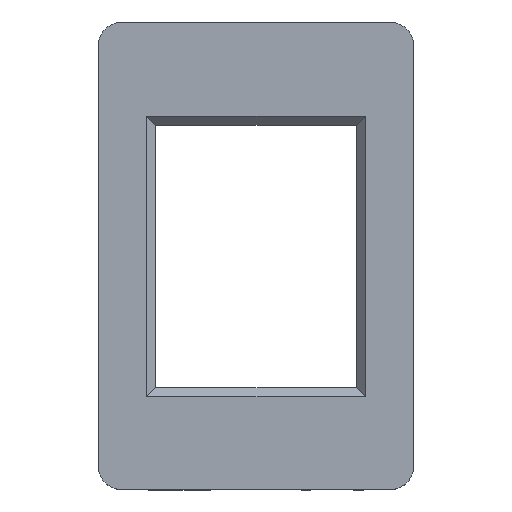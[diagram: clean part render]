
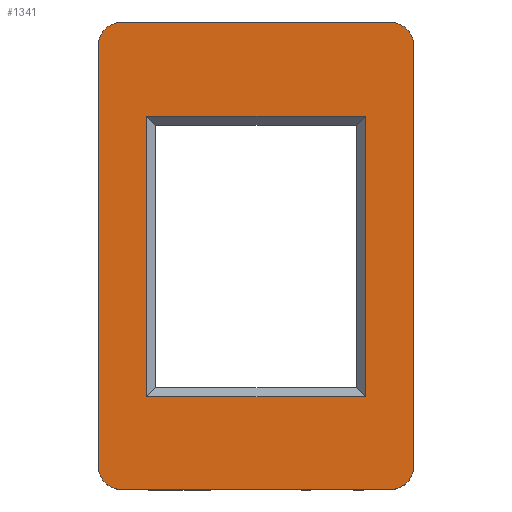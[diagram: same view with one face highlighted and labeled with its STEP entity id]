
A CAD part, top view. The second image highlights one B-rep face of the part: STEP entity #1341.
In plain terms, the highlighted planar face has unit normal (0, 0, 1).
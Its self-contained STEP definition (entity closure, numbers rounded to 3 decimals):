
#15=FACE_BOUND('',#156,.T.);
#29=CIRCLE('',#1412,4.);
#30=CIRCLE('',#1439,4.);
#31=CIRCLE('',#1440,4.);
#32=CIRCLE('',#1441,4.);
#85=FACE_OUTER_BOUND('',#155,.T.);
#155=EDGE_LOOP('',(#1099,#1100,#1101,#1102,#1103,#1104,#1105,#1106));
#156=EDGE_LOOP('',(#1107,#1108,#1109,#1110));
#241=LINE('',#1964,#417);
#320=LINE('',#2119,#496);
#321=LINE('',#2123,#497);
#322=LINE('',#2127,#498);
#323=LINE('',#2131,#499);
#324=LINE('',#2133,#500);
#325=LINE('',#2135,#501);
#326=LINE('',#2136,#502);
#417=VECTOR('',#1593,10.);
#496=VECTOR('',#1722,10.);
#497=VECTOR('',#1725,10.);
#498=VECTOR('',#1728,10.);
#499=VECTOR('',#1731,10.);
#500=VECTOR('',#1732,10.);
#501=VECTOR('',#1733,10.);
#502=VECTOR('',#1734,10.);
#579=VERTEX_POINT('',#1940);
#580=VERTEX_POINT('',#1942);
#589=VERTEX_POINT('',#1963);
#640=VERTEX_POINT('',#2118);
#641=VERTEX_POINT('',#2120);
#642=VERTEX_POINT('',#2122);
#643=VERTEX_POINT('',#2124);
#644=VERTEX_POINT('',#2126);
#645=VERTEX_POINT('',#2129);
#646=VERTEX_POINT('',#2130);
#647=VERTEX_POINT('',#2132);
#648=VERTEX_POINT('',#2134);
#719=EDGE_CURVE('',#579,#580,#29,.T.);
#730=EDGE_CURVE('',#589,#580,#241,.T.);
#809=EDGE_CURVE('',#579,#640,#320,.T.);
#810=EDGE_CURVE('',#641,#640,#30,.T.);
#811=EDGE_CURVE('',#641,#642,#321,.T.);
#812=EDGE_CURVE('',#643,#642,#31,.T.);
#813=EDGE_CURVE('',#643,#644,#322,.T.);
#814=EDGE_CURVE('',#589,#644,#32,.T.);
#815=EDGE_CURVE('',#645,#646,#323,.T.);
#816=EDGE_CURVE('',#647,#645,#324,.T.);
#817=EDGE_CURVE('',#648,#647,#325,.T.);
#818=EDGE_CURVE('',#646,#648,#326,.T.);
#1099=ORIENTED_EDGE('',*,*,#719,.F.);
#1100=ORIENTED_EDGE('',*,*,#809,.T.);
#1101=ORIENTED_EDGE('',*,*,#810,.F.);
#1102=ORIENTED_EDGE('',*,*,#811,.T.);
#1103=ORIENTED_EDGE('',*,*,#812,.F.);
#1104=ORIENTED_EDGE('',*,*,#813,.T.);
#1105=ORIENTED_EDGE('',*,*,#814,.F.);
#1106=ORIENTED_EDGE('',*,*,#730,.T.);
#1107=ORIENTED_EDGE('',*,*,#815,.F.);
#1108=ORIENTED_EDGE('',*,*,#816,.F.);
#1109=ORIENTED_EDGE('',*,*,#817,.F.);
#1110=ORIENTED_EDGE('',*,*,#818,.F.);
#1274=PLANE('',#1438);
#1341=ADVANCED_FACE('',(#85,#15),#1274,.T.);
#1412=AXIS2_PLACEMENT_3D('',#1943,#1579,#1580);
#1438=AXIS2_PLACEMENT_3D('',#2117,#1720,#1721);
#1439=AXIS2_PLACEMENT_3D('',#2121,#1723,#1724);
#1440=AXIS2_PLACEMENT_3D('',#2125,#1726,#1727);
#1441=AXIS2_PLACEMENT_3D('',#2128,#1729,#1730);
#1579=DIRECTION('center_axis',(0.,0.,-1.));
#1580=DIRECTION('ref_axis',(0.707,-0.707,0.));
#1593=DIRECTION('',(1.,0.,0.));
#1720=DIRECTION('center_axis',(0.,0.,1.));
#1721=DIRECTION('ref_axis',(1.,0.,0.));
#1722=DIRECTION('',(0.,1.,0.));
#1723=DIRECTION('center_axis',(0.,0.,-1.));
#1724=DIRECTION('ref_axis',(0.707,0.707,0.));
#1725=DIRECTION('',(-1.,0.,0.));
#1726=DIRECTION('center_axis',(0.,0.,-1.));
#1727=DIRECTION('ref_axis',(-0.707,0.707,0.));
#1728=DIRECTION('',(0.,-1.,0.));
#1729=DIRECTION('center_axis',(0.,0.,-1.));
#1730=DIRECTION('ref_axis',(-0.707,-0.707,0.));
#1731=DIRECTION('',(0.,1.,0.));
#1732=DIRECTION('',(1.,0.,0.));
#1733=DIRECTION('',(0.,-1.,0.));
#1734=DIRECTION('',(-1.,0.,0.));
#1940=CARTESIAN_POINT('',(26.,-32.,13.2));
#1942=CARTESIAN_POINT('',(22.,-36.,13.2));
#1943=CARTESIAN_POINT('Origin',(22.,-32.,13.2));
#1963=CARTESIAN_POINT('',(-22.,-36.,13.2));
#1964=CARTESIAN_POINT('',(-20.15,-36.,13.2));
#2117=CARTESIAN_POINT('Origin',(0.,2.5,13.2));
#2118=CARTESIAN_POINT('',(26.,37.,13.2));
#2119=CARTESIAN_POINT('',(26.,-36.,13.2));
#2120=CARTESIAN_POINT('',(22.,41.,13.2));
#2121=CARTESIAN_POINT('Origin',(22.,37.,13.2));
#2122=CARTESIAN_POINT('',(-22.,41.,13.2));
#2123=CARTESIAN_POINT('',(20.15,41.,13.2));
#2124=CARTESIAN_POINT('',(-26.,37.,13.2));
#2125=CARTESIAN_POINT('Origin',(-22.,37.,13.2));
#2126=CARTESIAN_POINT('',(-26.,-32.,13.2));
#2127=CARTESIAN_POINT('',(-26.,41.,13.2));
#2128=CARTESIAN_POINT('Origin',(-22.,-32.,13.2));
#2129=CARTESIAN_POINT('',(18.,-20.71,13.2));
#2130=CARTESIAN_POINT('',(18.,25.49,13.2));
#2131=CARTESIAN_POINT('',(18.,13.245,13.2));
#2132=CARTESIAN_POINT('',(-18.,-20.71,13.2));
#2133=CARTESIAN_POINT('',(8.25,-20.71,13.2));
#2134=CARTESIAN_POINT('',(-18.,25.49,13.2));
#2135=CARTESIAN_POINT('',(-18.,-8.355,13.2));
#2136=CARTESIAN_POINT('',(-8.25,25.49,13.2));
